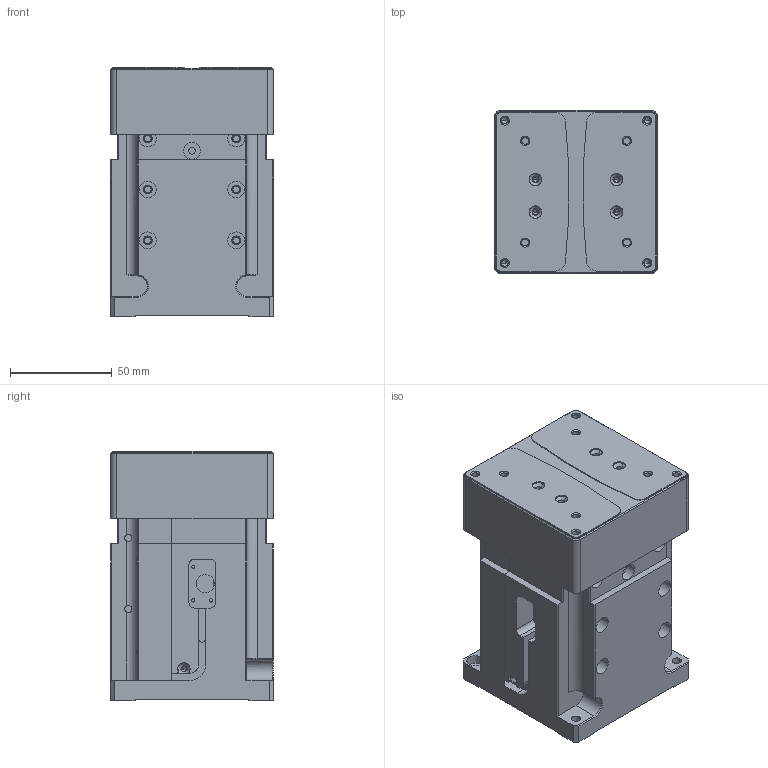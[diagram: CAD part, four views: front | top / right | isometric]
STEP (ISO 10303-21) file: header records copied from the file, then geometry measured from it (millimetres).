
FILE_DESCRIPTION (( 'STEP AP203' ), '1' );
FILE_NAME ('526957.STEP', '2023-02-06T08:02:55', ( '' ), ( '' ), 'SwSTEP 2.0', 'SolidWorks 2020', '' );
FILE_SCHEMA (( 'CONFIG_CONTROL_DESIGN' ));
Length unit declared in the file: millimetre
Products named in the file (1): 526957
Bounding box: 80 x 80 x 122.5 mm (x, y, z)
Volume: 540458.1 mm3; surface area: 158010.5 mm2
Topology: 10 solids, 10 shells, 1172 faces, 3135 edges, 1986 vertices
Faces by surface type: plane 562, cylinder 375, cone 217, bspline 18
Entity records: 37990 total; most frequent: CARTESIAN_POINT 7921, DIRECTION 6303, ORIENTED_EDGE 6186, EDGE_CURVE 3093, AXIS2_PLACEMENT_3D 2184, VERTEX_POINT 1986, VECTOR 1935, LINE 1935
